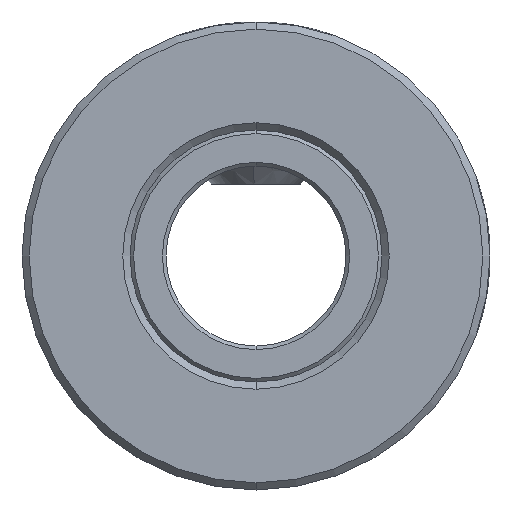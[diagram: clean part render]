
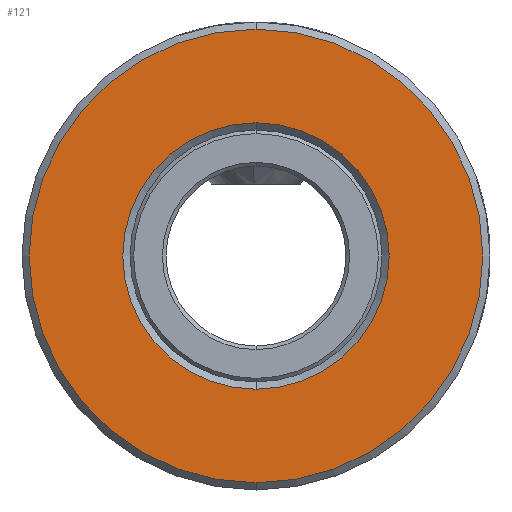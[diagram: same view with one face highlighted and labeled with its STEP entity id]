
A CAD part, front view. The second image highlights one B-rep face of the part: STEP entity #121.
In plain terms, the highlighted planar face has unit normal (0, -1, 0).
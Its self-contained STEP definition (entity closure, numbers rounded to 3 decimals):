
#1 = FACE_OUTER_BOUND ( 'NONE', #4479, .T. ) ;
#9 = VERTEX_POINT ( 'NONE', #2210 ) ;
#121 = ADVANCED_FACE ( 'NONE', ( #2497, #1 ), #5752, .F. ) ;
#341 = CARTESIAN_POINT ( 'NONE',  ( 0., -3., 3.7 ) ) ;
#368 = AXIS2_PLACEMENT_3D ( 'NONE', #642, #1207, #5721 ) ;
#642 = CARTESIAN_POINT ( 'NONE',  ( 0., -3., 0. ) ) ;
#687 = CARTESIAN_POINT ( 'NONE',  ( 0., -3., 0. ) ) ;
#996 = AXIS2_PLACEMENT_3D ( 'NONE', #6121, #1554, #6655 ) ;
#1207 = DIRECTION ( 'NONE',  ( 0., -1., 0. ) ) ;
#1274 = VERTEX_POINT ( 'NONE', #4093 ) ;
#1554 = DIRECTION ( 'NONE',  ( 0., 1., 0. ) ) ;
#1843 = DIRECTION ( 'NONE',  ( 0., 1., 0. ) ) ;
#1871 = CIRCLE ( 'NONE', #996, 3.7 ) ;
#1877 = ORIENTED_EDGE ( 'NONE', *, *, #6488, .T. ) ;
#2210 = CARTESIAN_POINT ( 'NONE',  ( 0., -3., 6.3 ) ) ;
#2428 = AXIS2_PLACEMENT_3D ( 'NONE', #687, #1843, #3420 ) ;
#2480 = CARTESIAN_POINT ( 'NONE',  ( 0., -3., -6.3 ) ) ;
#2494 = EDGE_CURVE ( 'NONE', #5756, #1274, #1871, .T. ) ;
#2497 = FACE_BOUND ( 'NONE', #5793, .T. ) ;
#2958 = DIRECTION ( 'NONE',  ( 0., 0., 1. ) ) ;
#3409 = CARTESIAN_POINT ( 'NONE',  ( 0., -3., 0. ) ) ;
#3420 = DIRECTION ( 'NONE',  ( 0., 0., 1. ) ) ;
#3430 = DIRECTION ( 'NONE',  ( 0., 0., 1. ) ) ;
#3525 = AXIS2_PLACEMENT_3D ( 'NONE', #6378, #6333, #2958 ) ;
#3650 = EDGE_CURVE ( 'NONE', #6579, #9, #6741, .T. ) ;
#3764 = AXIS2_PLACEMENT_3D ( 'NONE', #3409, #6858, #3430 ) ;
#4093 = CARTESIAN_POINT ( 'NONE',  ( 0., -3., -3.7 ) ) ;
#4343 = ORIENTED_EDGE ( 'NONE', *, *, #2494, .T. ) ;
#4479 = EDGE_LOOP ( 'NONE', ( #7026, #4538 ) ) ;
#4538 = ORIENTED_EDGE ( 'NONE', *, *, #3650, .T. ) ;
#4588 = EDGE_CURVE ( 'NONE', #9, #6579, #6192, .T. ) ;
#5721 = DIRECTION ( 'NONE',  ( 0., 0., 1. ) ) ;
#5752 = PLANE ( 'NONE',  #3764 ) ;
#5756 = VERTEX_POINT ( 'NONE', #341 ) ;
#5793 = EDGE_LOOP ( 'NONE', ( #1877, #4343 ) ) ;
#6121 = CARTESIAN_POINT ( 'NONE',  ( 0., -3., 0. ) ) ;
#6192 = CIRCLE ( 'NONE', #3525, 6.3 ) ;
#6333 = DIRECTION ( 'NONE',  ( 0., -1., 0. ) ) ;
#6378 = CARTESIAN_POINT ( 'NONE',  ( 0., -3., 0. ) ) ;
#6488 = EDGE_CURVE ( 'NONE', #1274, #5756, #7340, .T. ) ;
#6579 = VERTEX_POINT ( 'NONE', #2480 ) ;
#6655 = DIRECTION ( 'NONE',  ( 0., 0., 1. ) ) ;
#6741 = CIRCLE ( 'NONE', #368, 6.3 ) ;
#6858 = DIRECTION ( 'NONE',  ( 0., 1., 0. ) ) ;
#7026 = ORIENTED_EDGE ( 'NONE', *, *, #4588, .T. ) ;
#7340 = CIRCLE ( 'NONE', #2428, 3.7 ) ;
